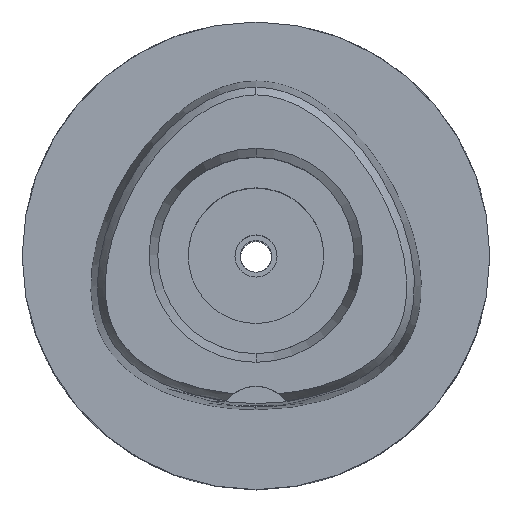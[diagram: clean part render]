
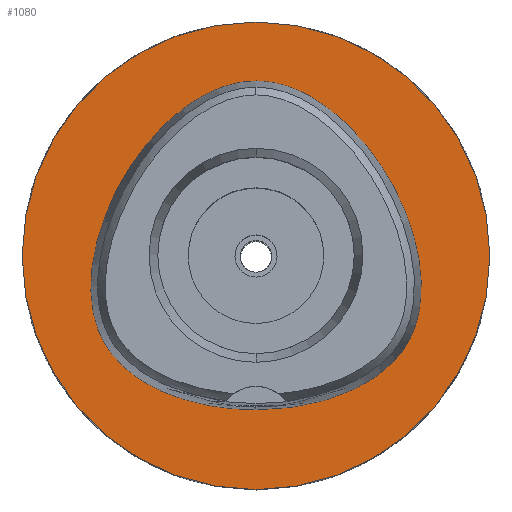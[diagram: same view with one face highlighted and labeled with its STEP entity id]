
A CAD part, top view. The second image highlights one B-rep face of the part: STEP entity #1080.
In plain terms, the highlighted planar face has unit normal (0, 0, 1).
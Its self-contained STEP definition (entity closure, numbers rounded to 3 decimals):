
#2 = CARTESIAN_POINT ( 'NONE',  ( 17.711, -3.269, 0. ) ) ;
#9 = CARTESIAN_POINT ( 'NONE',  ( -14.788, -11.282, 0. ) ) ;
#71 = EDGE_CURVE ( 'NONE', #4054, #2116, #2703, .T. ) ;
#151 = DIRECTION ( 'NONE',  ( 0., -1., 0. ) ) ;
#230 = CARTESIAN_POINT ( 'NONE',  ( -7.968, 15.831, 0. ) ) ;
#325 = CARTESIAN_POINT ( 'NONE',  ( -13.507, -12.483, 0. ) ) ;
#363 = CARTESIAN_POINT ( 'NONE',  ( 17.564, -5.456, 0. ) ) ;
#392 = DIRECTION ( 'NONE',  ( 0., 1., 0. ) ) ;
#403 = AXIS2_PLACEMENT_3D ( 'NONE', #4816, #1514, #392 ) ;
#494 = FACE_OUTER_BOUND ( 'NONE', #2821, .T. ) ;
#628 = ORIENTED_EDGE ( 'NONE', *, *, #3379, .F. ) ;
#697 = CARTESIAN_POINT ( 'NONE',  ( -8.947, -15.039, 0. ) ) ;
#717 = CARTESIAN_POINT ( 'NONE',  ( -11.687, -13.704, 0. ) ) ;
#730 = CARTESIAN_POINT ( 'NONE',  ( 14.788, -11.282, 0. ) ) ;
#756 = CARTESIAN_POINT ( 'NONE',  ( 2.041, 18.55, 0. ) ) ;
#778 = CARTESIAN_POINT ( 'NONE',  ( 0., 18.695, 0. ) ) ;
#809 = CIRCLE ( 'NONE', #403, 25. ) ;
#965 = CARTESIAN_POINT ( 'NONE',  ( -17.498, -0.229, 0. ) ) ;
#1080 = ADVANCED_FACE ( 'NONE', ( #494, #3518 ), #1638, .F. ) ;
#1152 = CARTESIAN_POINT ( 'NONE',  ( 17.498, -0.229, 0. ) ) ;
#1196 = DIRECTION ( 'NONE',  ( 0., -1., 0. ) ) ;
#1333 = CARTESIAN_POINT ( 'NONE',  ( -0.68, 18.695, 0. ) ) ;
#1341 = VERTEX_POINT ( 'NONE', #3654 ) ;
#1356 = AXIS2_PLACEMENT_3D ( 'NONE', #4628, #2017, #151 ) ;
#1360 = CARTESIAN_POINT ( 'NONE',  ( -16.206, -9.357, 0. ) ) ;
#1415 = CARTESIAN_POINT ( 'NONE',  ( -16.517, 3.703, 0. ) ) ;
#1485 = CARTESIAN_POINT ( 'NONE',  ( 5.051, -16.156, 0. ) ) ;
#1504 = CARTESIAN_POINT ( 'NONE',  ( 7.968, 15.831, 0. ) ) ;
#1514 = DIRECTION ( 'NONE',  ( 0., 0., -1. ) ) ;
#1515 = CARTESIAN_POINT ( 'NONE',  ( -5.051, -16.156, 0. ) ) ;
#1529 = CARTESIAN_POINT ( 'NONE',  ( 11.687, -13.704, 0. ) ) ;
#1575 = DIRECTION ( 'NONE',  ( 0., 0., -1. ) ) ;
#1638 = PLANE ( 'NONE',  #1356 ) ;
#1734 = CARTESIAN_POINT ( 'NONE',  ( -14.38, 8.302, 0. ) ) ;
#1846 = CARTESIAN_POINT ( 'NONE',  ( 13.507, -12.483, 0. ) ) ;
#1872 = CARTESIAN_POINT ( 'NONE',  ( 15.649, -10.213, 0. ) ) ;
#2017 = DIRECTION ( 'NONE',  ( 0., 0., -1. ) ) ;
#2027 = EDGE_CURVE ( 'NONE', #1341, #3441, #809, .T. ) ;
#2097 = CARTESIAN_POINT ( 'NONE',  ( -17.165, -7.166, 0. ) ) ;
#2116 = VERTEX_POINT ( 'NONE', #2402 ) ;
#2224 = CARTESIAN_POINT ( 'NONE',  ( 16.206, -9.357, 0. ) ) ;
#2298 = CARTESIAN_POINT ( 'NONE',  ( 1.684, -16.455, 0. ) ) ;
#2402 = CARTESIAN_POINT ( 'NONE',  ( 0., -16.455, 0. ) ) ;
#2501 = ORIENTED_EDGE ( 'NONE', *, *, #71, .F. ) ;
#2584 = CARTESIAN_POINT ( 'NONE',  ( 0., 18.695, 0. ) ) ;
#2687 = CARTESIAN_POINT ( 'NONE',  ( 0., 0., 0. ) ) ;
#2701 = CIRCLE ( 'NONE', #2951, 25. ) ;
#2703 = B_SPLINE_CURVE_WITH_KNOTS ( 'NONE', 3,
 ( #4699, #1333, #2831, #3596, #230, #4382, #1734, #1415, #965, #4401, #3966, #2097, #4723, #1360, #2857, #9, #325, #717, #697, #1515, #3001, #4504 ),
 .UNSPECIFIED., .F., .F.,
 ( 4, 1, 1, 1, 1, 1, 1, 1, 1, 1, 1, 1, 1, 1, 1, 1, 1, 1, 1, 4 ),
 ( 0., 0.042, 0.083, 0.167, 0.25, 0.333, 0.417, 0.5, 0.542, 0.583, 0.625, 0.646, 0.667, 0.688, 0.708, 0.75, 0.792, 0.833, 0.917, 1. ),
 .UNSPECIFIED. ) ;
#2821 = EDGE_LOOP ( 'NONE', ( #2979, #3949 ) ) ;
#2831 = CARTESIAN_POINT ( 'NONE',  ( -2.041, 18.55, 0. ) ) ;
#2857 = CARTESIAN_POINT ( 'NONE',  ( -15.649, -10.213, 0. ) ) ;
#2951 = AXIS2_PLACEMENT_3D ( 'NONE', #2687, #1575, #1196 ) ;
#2973 = CARTESIAN_POINT ( 'NONE',  ( 11.466, 12.452, 0. ) ) ;
#2979 = ORIENTED_EDGE ( 'NONE', *, *, #2027, .F. ) ;
#2991 = CARTESIAN_POINT ( 'NONE',  ( 4.729, 17.735, 0. ) ) ;
#3001 = CARTESIAN_POINT ( 'NONE',  ( -1.684, -16.455, 0. ) ) ;
#3335 = CARTESIAN_POINT ( 'NONE',  ( 14.38, 8.302, 0. ) ) ;
#3379 = EDGE_CURVE ( 'NONE', #2116, #4054, #4834, .T. ) ;
#3441 = VERTEX_POINT ( 'NONE', #3804 ) ;
#3518 = FACE_BOUND ( 'NONE', #3996, .T. ) ;
#3573 = EDGE_CURVE ( 'NONE', #3441, #1341, #2701, .T. ) ;
#3596 = CARTESIAN_POINT ( 'NONE',  ( -4.729, 17.735, 0. ) ) ;
#3654 = CARTESIAN_POINT ( 'NONE',  ( 0., 25., 0. ) ) ;
#3706 = CARTESIAN_POINT ( 'NONE',  ( 8.947, -15.039, 0. ) ) ;
#3804 = CARTESIAN_POINT ( 'NONE',  ( 0., -25., 0. ) ) ;
#3949 = ORIENTED_EDGE ( 'NONE', *, *, #3573, .F. ) ;
#3966 = CARTESIAN_POINT ( 'NONE',  ( -17.564, -5.456, 0. ) ) ;
#3996 = EDGE_LOOP ( 'NONE', ( #2501, #628 ) ) ;
#4054 = VERTEX_POINT ( 'NONE', #2584 ) ;
#4073 = CARTESIAN_POINT ( 'NONE',  ( 0., -16.455, 0. ) ) ;
#4121 = CARTESIAN_POINT ( 'NONE',  ( 16.517, 3.703, 0. ) ) ;
#4148 = CARTESIAN_POINT ( 'NONE',  ( 17.165, -7.166, 0. ) ) ;
#4382 = CARTESIAN_POINT ( 'NONE',  ( -11.466, 12.452, 0. ) ) ;
#4401 = CARTESIAN_POINT ( 'NONE',  ( -17.711, -3.269, 0. ) ) ;
#4468 = CARTESIAN_POINT ( 'NONE',  ( 16.669, -8.446, 0. ) ) ;
#4490 = CARTESIAN_POINT ( 'NONE',  ( 0.68, 18.695, 0. ) ) ;
#4504 = CARTESIAN_POINT ( 'NONE',  ( 0., -16.455, 0. ) ) ;
#4628 = CARTESIAN_POINT ( 'NONE',  ( 0., 0., 0. ) ) ;
#4699 = CARTESIAN_POINT ( 'NONE',  ( 0., 18.695, 0. ) ) ;
#4723 = CARTESIAN_POINT ( 'NONE',  ( -16.669, -8.446, 0. ) ) ;
#4816 = CARTESIAN_POINT ( 'NONE',  ( 0., 0., 0. ) ) ;
#4834 = B_SPLINE_CURVE_WITH_KNOTS ( 'NONE', 3,
 ( #4073, #2298, #1485, #3706, #1529, #1846, #730, #1872, #2224, #4468, #4148, #363, #2, #1152, #4121, #3335, #2973, #1504, #2991, #756, #4490, #778 ),
 .UNSPECIFIED., .F., .F.,
 ( 4, 1, 1, 1, 1, 1, 1, 1, 1, 1, 1, 1, 1, 1, 1, 1, 1, 1, 1, 4 ),
 ( 0., 0.083, 0.167, 0.208, 0.25, 0.292, 0.312, 0.333, 0.354, 0.375, 0.417, 0.458, 0.5, 0.583, 0.667, 0.75, 0.833, 0.917, 0.958, 1. ),
 .UNSPECIFIED. ) ;
